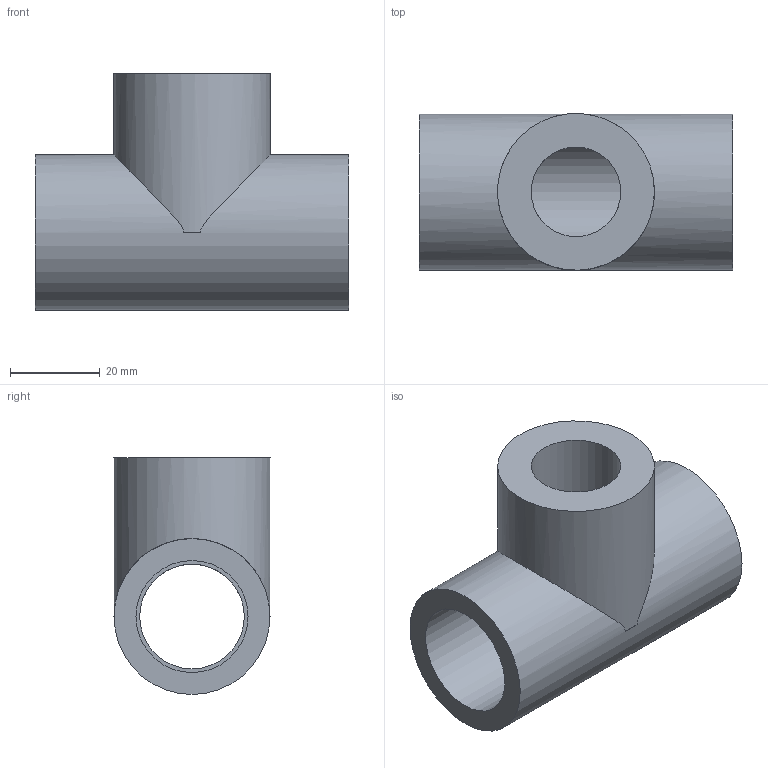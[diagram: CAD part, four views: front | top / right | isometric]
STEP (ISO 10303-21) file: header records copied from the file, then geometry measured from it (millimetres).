
FILE_DESCRIPTION( ( 'STEP AP214' ), '1' );
FILE_NAME( '22055252007(architecture400).stp', '2021-11-18T13:13:25', ( 'License CC BY-ND 4.0' ), ( 'CADENAS' ), ' ', 'PARTsolutions', ' ' );
FILE_SCHEMA( ( 'AUTOMOTIVE_DESIGN { 1 0 10303 214 1 1 1 1 }' ) );
Length unit declared in the file: millimetre
Products named in the file (1): _22055252007(architecture400)
Bounding box: 70 x 34.98 x 52.9 mm (x, y, z)
Volume: 46472.5 mm3; surface area: 17442.3 mm2
Topology: 1 solids, 1 shells, 15 faces, 28 edges, 18 vertices
Faces by surface type: plane 8, cylinder 7
Full cylindrical faces by diameter (mm): 20 x1, 20.067 x1, 23.333 x1, 25 x2, 34.8 x1, 35 x1
Entity records: 726 total; most frequent: CARTESIAN_POINT 309, DIRECTION 62, ORIENTED_EDGE 38, AXIS2_PLACEMENT_3D 30, EDGE_LOOP 30, FACE_OUTER_BOUND 22, EDGE_CURVE 19, VERTEX_POINT 17
